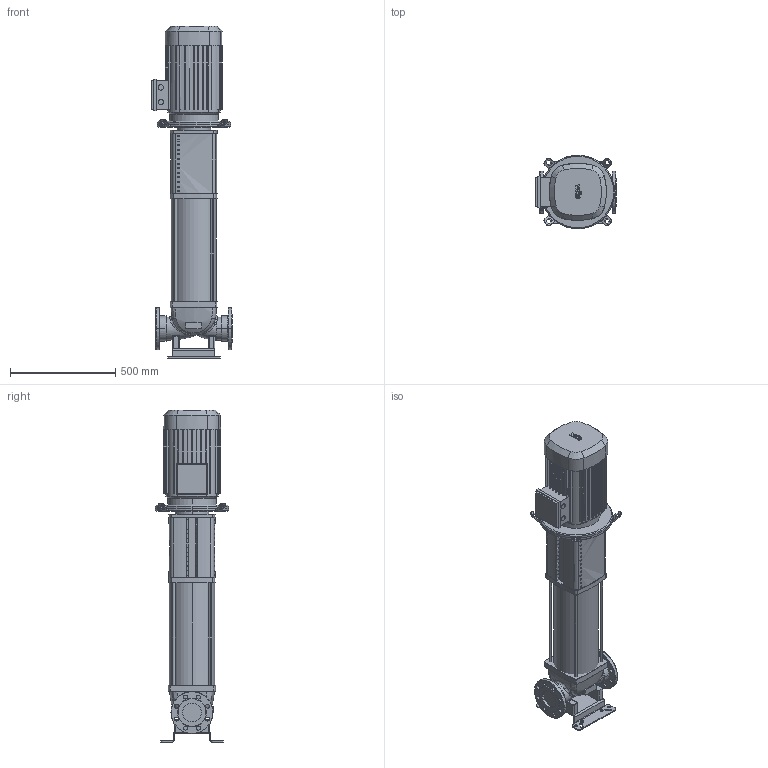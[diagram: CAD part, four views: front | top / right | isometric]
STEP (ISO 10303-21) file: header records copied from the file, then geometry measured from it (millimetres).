
FILE_DESCRIPTION((''),'2;1');
FILE_NAME('3d_HELIXV5205_2-2_25_V-4150914.stp','2016-08-24T09:23:10',(''),(''),'Mechanical Desktop 2009','Mechanical Desktop 2009',', , ');
FILE_SCHEMA(('CONFIG_CONTROL_DESIGN'));
Length unit declared in the file: millimetre
Products named in the file (1): Product
Bounding box: 382.5 x 350 x 1580.2 mm (x, y, z)
Volume: 63583365.6 mm3; surface area: 2983502.3 mm2
Topology: 18 solids, 18 shells, 1130 faces, 3023 edges, 1961 vertices
Faces by surface type: bspline 480, plane 349, cylinder 230, torus 39, cone 32
Entity records: 42096 total; most frequent: CARTESIAN_POINT 14328, ORIENTED_EDGE 6046, DIRECTION 5143, EDGE_CURVE 3023, VERTEX_POINT 1961, VECTOR 1863, LINE 1863, AXIS2_PLACEMENT_3D 1640
